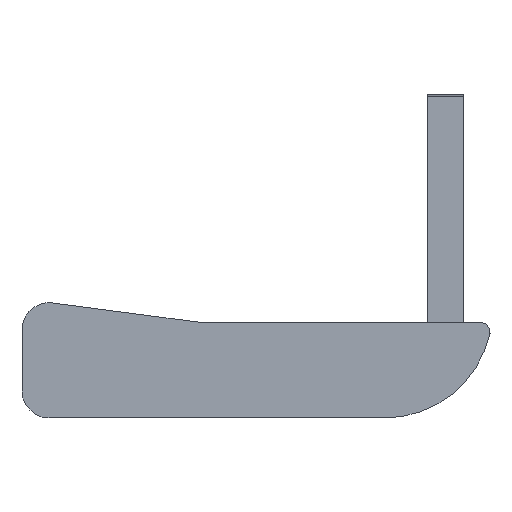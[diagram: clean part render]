
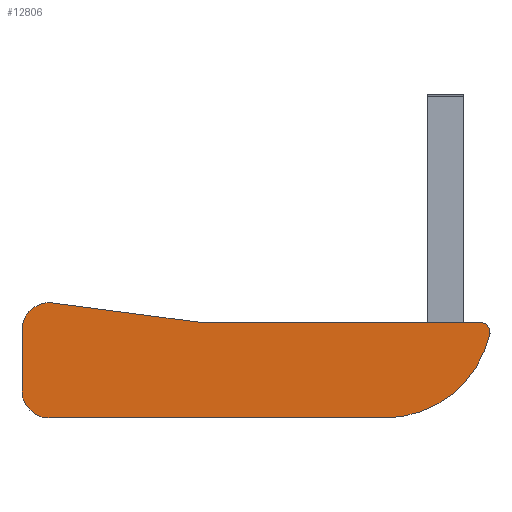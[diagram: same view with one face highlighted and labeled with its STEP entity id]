
A CAD part, left-side view. The second image highlights one B-rep face of the part: STEP entity #12806.
In plain terms, the highlighted planar face has unit normal (-1, 0, 0).
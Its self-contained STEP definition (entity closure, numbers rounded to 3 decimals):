
#11242=DIRECTION('',(0.,-1.,0.));
#11243=VECTOR('',#11242,15.553);
#11244=CARTESIAN_POINT('',(-860.5,-7.648,-8.107));
#11245=LINE('',#11244,#11243);
#11323=CARTESIAN_POINT('',(-860.5,-23.2,-8.607));
#11324=DIRECTION('',(-1.,0.,0.));
#11325=DIRECTION('',(0.,-0.976,-0.218));
#11326=AXIS2_PLACEMENT_3D('',#11323,#11324,#11325);
#11331=CARTESIAN_POINT('',(-860.5,-17.833,-7.407));
#11332=DIRECTION('',(-1.,0.,0.));
#11333=DIRECTION('',(0.,0.,-1.));
#11334=AXIS2_PLACEMENT_3D('',#11331,#11332,#11333);
#11339=DIRECTION('',(0.,-1.,0.));
#11340=VECTOR('',#11339,18.632);
#11341=CARTESIAN_POINT('',(-860.5,0.799,-13.407));
#11342=LINE('',#11341,#11340);
#11346=CARTESIAN_POINT('',(-860.5,0.799,-11.907));
#11347=DIRECTION('',(-1.,0.,0.));
#11348=DIRECTION('',(0.,1.,0.));
#11349=AXIS2_PLACEMENT_3D('',#11346,#11347,#11348);
#11354=DIRECTION('',(0.,0.,-1.));
#11355=VECTOR('',#11354,3.398);
#11356=CARTESIAN_POINT('',(-860.5,2.299,-8.509));
#11357=LINE('',#11356,#11355);
#11361=CARTESIAN_POINT('',(-860.5,0.799,-8.509));
#11362=DIRECTION('',(-1.,0.,0.));
#11363=DIRECTION('',(0.,-0.13,0.991));
#11364=AXIS2_PLACEMENT_3D('',#11361,#11362,#11363);
#11369=DIRECTION('',(0.,0.991,0.13));
#11370=VECTOR('',#11369,8.323);
#11371=CARTESIAN_POINT('',(-860.5,-7.648,-8.107));
#11372=LINE('',#11371,#11370);
#12468=CARTESIAN_POINT('',(-860.5,-7.648,-8.107));
#12470=VERTEX_POINT('',#12468);
#12473=CARTESIAN_POINT('',(-860.5,0.604,-7.022));
#12474=VERTEX_POINT('',#12473);
#12477=CARTESIAN_POINT('',(-860.5,-23.2,-8.107));
#12478=VERTEX_POINT('',#12477);
#12479=CARTESIAN_POINT('',(-860.5,2.299,-8.509));
#12480=VERTEX_POINT('',#12479);
#12481=CARTESIAN_POINT('',(-860.5,2.299,-11.907));
#12482=VERTEX_POINT('',#12481);
#12483=CARTESIAN_POINT('',(-860.5,0.799,-13.407));
#12484=VERTEX_POINT('',#12483);
#12485=CARTESIAN_POINT('',(-860.5,-17.833,-13.407));
#12486=VERTEX_POINT('',#12485);
#12487=CARTESIAN_POINT('',(-860.5,-23.688,-8.716));
#12488=VERTEX_POINT('',#12487);
#12786=CARTESIAN_POINT('',(-860.5,-9.478,-10.741));
#12787=DIRECTION('',(-1.,0.,0.));
#12788=DIRECTION('',(0.,0.,-1.));
#12789=AXIS2_PLACEMENT_3D('',#12786,#12787,#12788);
#12790=PLANE('',#12789);
#12791=ORIENTED_EDGE('',*,*,#12723,.T.);
#12793=ORIENTED_EDGE('',*,*,#12792,.F.);
#12795=ORIENTED_EDGE('',*,*,#12794,.F.);
#12797=ORIENTED_EDGE('',*,*,#12796,.F.);
#12799=ORIENTED_EDGE('',*,*,#12798,.F.);
#12801=ORIENTED_EDGE('',*,*,#12800,.F.);
#12802=ORIENTED_EDGE('',*,*,#12771,.F.);
#12803=ORIENTED_EDGE('',*,*,#12698,.F.);
#12804=EDGE_LOOP('',(#12791,#12793,#12795,#12797,#12799,#12801,#12802,#12803));
#12805=FACE_OUTER_BOUND('',#12804,.F.);
#11327=CIRCLE('',#11326,0.5);
#11335=CIRCLE('',#11334,6.);
#11350=CIRCLE('',#11349,1.5);
#11365=CIRCLE('',#11364,1.5);
#12698=EDGE_CURVE('',#12470,#12474,#11372,.T.);
#12723=EDGE_CURVE('',#12470,#12478,#11245,.T.);
#12771=EDGE_CURVE('',#12474,#12480,#11365,.T.);
#12792=EDGE_CURVE('',#12488,#12478,#11327,.T.);
#12794=EDGE_CURVE('',#12486,#12488,#11335,.T.);
#12796=EDGE_CURVE('',#12484,#12486,#11342,.T.);
#12798=EDGE_CURVE('',#12482,#12484,#11350,.T.);
#12800=EDGE_CURVE('',#12480,#12482,#11357,.T.);
#12806=ADVANCED_FACE('',(#12805),#12790,.T.);
